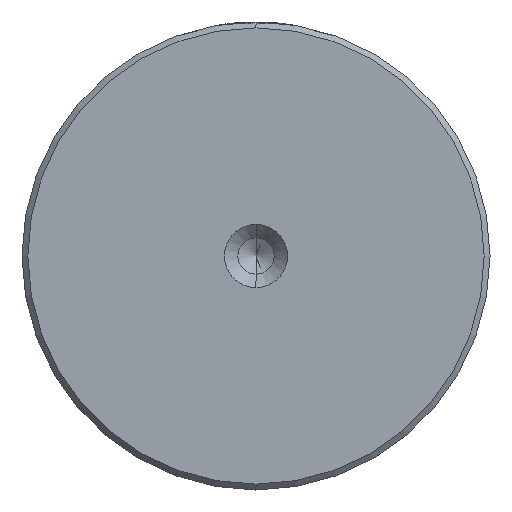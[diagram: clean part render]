
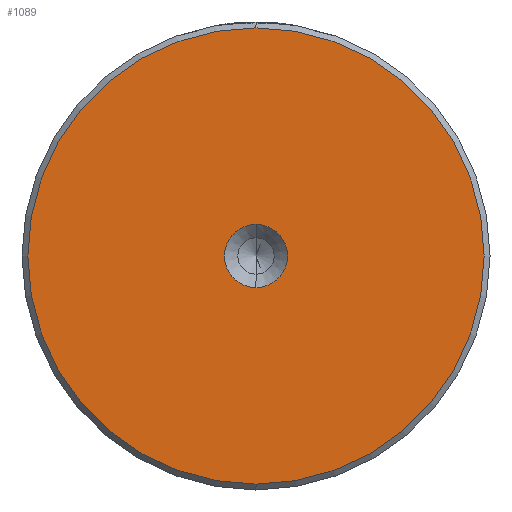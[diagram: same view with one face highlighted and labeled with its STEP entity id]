
A CAD part, left-side view. The second image highlights one B-rep face of the part: STEP entity #1089.
In plain terms, the highlighted planar face has unit normal (-1, 0, 0).
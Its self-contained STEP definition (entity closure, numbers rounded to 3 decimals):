
#48 = CARTESIAN_POINT ( 'NONE',  ( 0., 0., 0. ) ) ;
#106 = DIRECTION ( 'NONE',  ( -1., 0., 0. ) ) ;
#135 = EDGE_LOOP ( 'NONE', ( #1381, #888 ) ) ;
#172 = VERTEX_POINT ( 'NONE', #1904 ) ;
#211 = CIRCLE ( 'NONE', #617, 2.7 ) ;
#252 = DIRECTION ( 'NONE',  ( 0., 0., 1. ) ) ;
#617 = AXIS2_PLACEMENT_3D ( 'NONE', #1287, #106, #1477 ) ;
#720 = EDGE_CURVE ( 'NONE', #1571, #172, #1074, .T. ) ;
#735 = DIRECTION ( 'NONE',  ( 0., 0., 1. ) ) ;
#746 = DIRECTION ( 'NONE',  ( -1., 0., 0. ) ) ;
#752 = ORIENTED_EDGE ( 'NONE', *, *, #2100, .F. ) ;
#764 = DIRECTION ( 'NONE',  ( 0., 0., 1. ) ) ;
#774 = DIRECTION ( 'NONE',  ( -1., 0., 0. ) ) ;
#782 = CARTESIAN_POINT ( 'NONE',  ( 0., 0., 0. ) ) ;
#861 = FACE_BOUND ( 'NONE', #1714, .T. ) ;
#888 = ORIENTED_EDGE ( 'NONE', *, *, #1122, .T. ) ;
#965 = AXIS2_PLACEMENT_3D ( 'NONE', #1125, #746, #735 ) ;
#993 = VERTEX_POINT ( 'NONE', #1979 ) ;
#1027 = CARTESIAN_POINT ( 'NONE',  ( 0., 0., -19.5 ) ) ;
#1074 = CIRCLE ( 'NONE', #1690, 19.5 ) ;
#1089 = ADVANCED_FACE ( 'NONE', ( #1310, #861 ), #1288, .T. ) ;
#1122 = EDGE_CURVE ( 'NONE', #172, #1571, #2285, .T. ) ;
#1125 = CARTESIAN_POINT ( 'NONE',  ( 0., 0., 0. ) ) ;
#1287 = CARTESIAN_POINT ( 'NONE',  ( 0., 0., 0. ) ) ;
#1288 = PLANE ( 'NONE',  #965 ) ;
#1292 = CARTESIAN_POINT ( 'NONE',  ( 0., 0., -2.7 ) ) ;
#1310 = FACE_OUTER_BOUND ( 'NONE', #135, .T. ) ;
#1350 = AXIS2_PLACEMENT_3D ( 'NONE', #2284, #2124, #2113 ) ;
#1365 = VERTEX_POINT ( 'NONE', #1292 ) ;
#1381 = ORIENTED_EDGE ( 'NONE', *, *, #720, .T. ) ;
#1411 = ORIENTED_EDGE ( 'NONE', *, *, #1631, .F. ) ;
#1429 = DIRECTION ( 'NONE',  ( -1., 0., 0. ) ) ;
#1477 = DIRECTION ( 'NONE',  ( 0., 0., 1. ) ) ;
#1571 = VERTEX_POINT ( 'NONE', #1027 ) ;
#1631 = EDGE_CURVE ( 'NONE', #1365, #993, #1773, .T. ) ;
#1690 = AXIS2_PLACEMENT_3D ( 'NONE', #782, #774, #764 ) ;
#1714 = EDGE_LOOP ( 'NONE', ( #752, #1411 ) ) ;
#1773 = CIRCLE ( 'NONE', #2375, 2.7 ) ;
#1904 = CARTESIAN_POINT ( 'NONE',  ( 0., 0., 19.5 ) ) ;
#1979 = CARTESIAN_POINT ( 'NONE',  ( 0., 0., 2.7 ) ) ;
#2100 = EDGE_CURVE ( 'NONE', #993, #1365, #211, .T. ) ;
#2113 = DIRECTION ( 'NONE',  ( 0., 0., 1. ) ) ;
#2124 = DIRECTION ( 'NONE',  ( -1., 0., 0. ) ) ;
#2284 = CARTESIAN_POINT ( 'NONE',  ( 0., 0., 0. ) ) ;
#2285 = CIRCLE ( 'NONE', #1350, 19.5 ) ;
#2375 = AXIS2_PLACEMENT_3D ( 'NONE', #48, #1429, #252 ) ;
